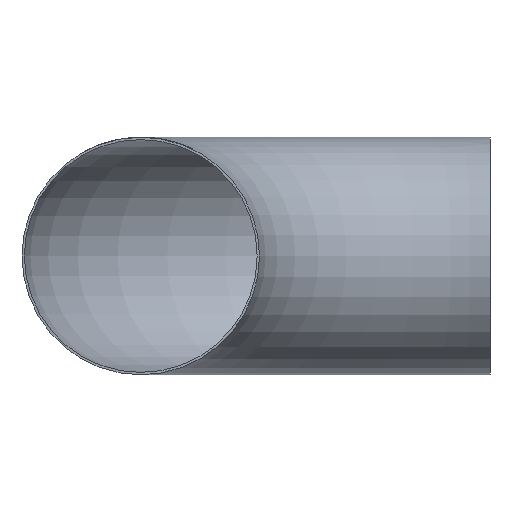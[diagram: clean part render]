
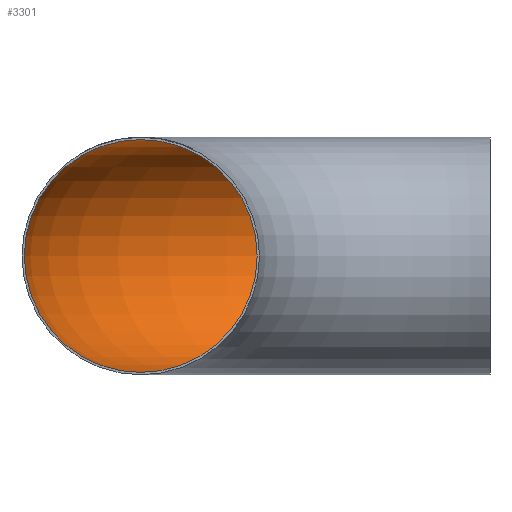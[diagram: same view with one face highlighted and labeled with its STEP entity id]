
A CAD part, front view. The second image highlights one B-rep face of the part: STEP entity #3301.
In plain terms, the highlighted toroidal (fillet/blend) face has major radius 300 mm and minor radius 100 mm.
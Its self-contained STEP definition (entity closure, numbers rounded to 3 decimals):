
#152 = VERTEX_POINT ( 'NONE', #2415 ) ;
#253 = FACE_OUTER_BOUND ( 'NONE', #6499, .T. ) ;
#742 = DIRECTION ( 'NONE',  ( 1., 0., 0. ) ) ;
#1389 = AXIS2_PLACEMENT_3D ( 'NONE', #4583, #7641, #5724 ) ;
#1744 = ORIENTED_EDGE ( 'NONE', *, *, #3159, .T. ) ;
#1831 = ORIENTED_EDGE ( 'NONE', *, *, #4297, .F. ) ;
#2415 = CARTESIAN_POINT ( 'NONE',  ( 0., 400., 0. ) ) ;
#2581 = DIRECTION ( 'NONE',  ( 0., 1., 0. ) ) ;
#3159 = EDGE_CURVE ( 'NONE', #152, #152, #7765, .T. ) ;
#3175 = CARTESIAN_POINT ( 'NONE',  ( 0., 300., 0. ) ) ;
#3301 = ADVANCED_FACE ( 'NONE', ( #253, #6895 ), #6992, .F. ) ;
#3318 = DIRECTION ( 'NONE',  ( 0., 0., -1. ) ) ;
#3469 = CIRCLE ( 'NONE', #1389, 100. ) ;
#3476 = AXIS2_PLACEMENT_3D ( 'NONE', #3900, #3318, #5097 ) ;
#3900 = CARTESIAN_POINT ( 'NONE',  ( 0., 0., 0. ) ) ;
#4297 = EDGE_CURVE ( 'NONE', #7858, #7858, #3469, .T. ) ;
#4583 = CARTESIAN_POINT ( 'NONE',  ( -300., 0., 0. ) ) ;
#5097 = DIRECTION ( 'NONE',  ( -1., 0., 0. ) ) ;
#5724 = DIRECTION ( 'NONE',  ( 0., 0., 1. ) ) ;
#5845 = AXIS2_PLACEMENT_3D ( 'NONE', #3175, #742, #2581 ) ;
#6499 = EDGE_LOOP ( 'NONE', ( #1744 ) ) ;
#6895 = FACE_OUTER_BOUND ( 'NONE', #6944, .T. ) ;
#6944 = EDGE_LOOP ( 'NONE', ( #1831 ) ) ;
#6992 = TOROIDAL_SURFACE ( 'NONE', #3476, 300., 100. ) ;
#7641 = DIRECTION ( 'NONE',  ( 0., 1., 0. ) ) ;
#7765 = CIRCLE ( 'NONE', #5845, 100. ) ;
#7858 = VERTEX_POINT ( 'NONE', #7939 ) ;
#7939 = CARTESIAN_POINT ( 'NONE',  ( -300., 0., 100. ) ) ;
